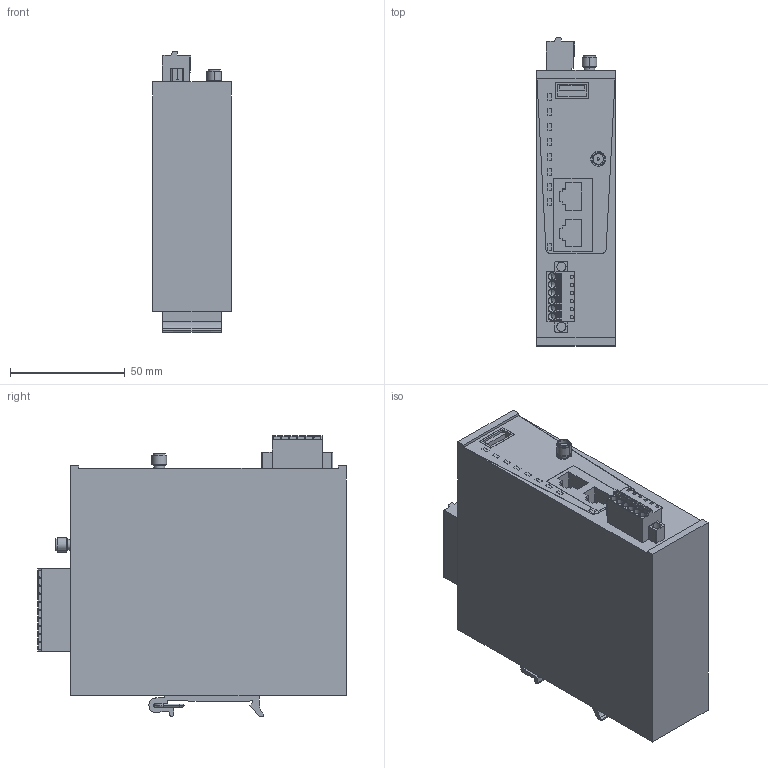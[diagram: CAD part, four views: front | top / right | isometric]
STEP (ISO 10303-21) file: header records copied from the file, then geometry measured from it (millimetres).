
FILE_DESCRIPTION(('CATIA V5 STEP Exchange','CAx-IF Rec.Pracs.--- Model Styling and Organization---1.4--- 2014-01-23'),'2;1');
FILE_NAME ('D1474688_0', '2021-02-19T08:32:08+00:00', ('none'), ('Weidmueller'), 'CATIA Version 5-6 Release 2016 SP3 HF44', 'CATIA V5 STEP AP214', 'none');
FILE_SCHEMA(('AUTOMOTIVE_DESIGN { 1 0 10303 214 1 1 1 1 }'));
Products named in the file (1): S3D_IOT_GW30_4G_EU
Bounding box: 34 x 134.3 x 122.2 mm (x, y, z)
Volume: 413676.7 mm3; surface area: 64581.4 mm2
Topology: 52 solids, 52 shells, 1735 faces, 4382 edges, 2860 vertices
Faces by surface type: plane 1157, cylinder 413, extrusion 85, cone 68, bspline 12
Entity records: 53634 total; most frequent: CARTESIAN_POINT 12047, ORIENTED_EDGE 8700, DIRECTION 6881, EDGE_CURVE 4326, VECTOR 3327, LINE 3242, VERTEX_POINT 2844, AXIS2_PLACEMENT_3D 2126
